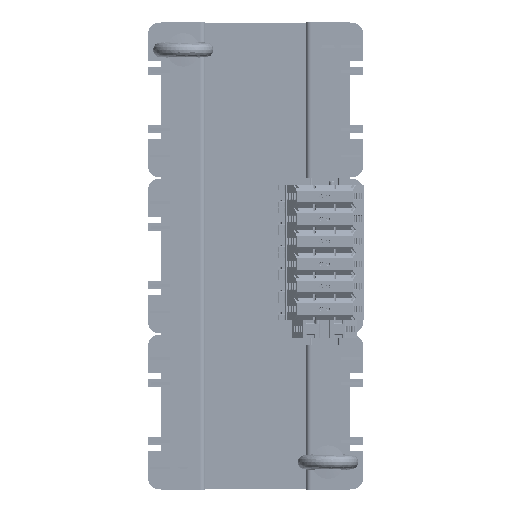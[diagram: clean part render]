
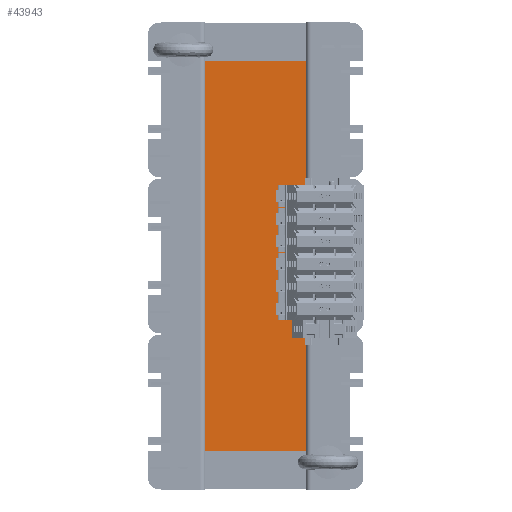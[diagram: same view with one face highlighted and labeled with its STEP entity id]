
A CAD part, left-side view. The second image highlights one B-rep face of the part: STEP entity #43943.
In plain terms, the highlighted planar face has unit normal (-1, 0, 0).
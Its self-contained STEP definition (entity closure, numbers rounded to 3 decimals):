
#4395=FACE_OUTER_BOUND('',#6900,.T.);
#6900=EDGE_LOOP('',(#29329,#29330,#29331,#29332));
#9551=LINE('',#64434,#14010);
#9559=LINE('',#64449,#14018);
#9560=LINE('',#64451,#14019);
#9561=LINE('',#64452,#14020);
#14010=VECTOR('',#51237,10.);
#14018=VECTOR('',#51249,10.);
#14019=VECTOR('',#51252,10.);
#14020=VECTOR('',#51253,10.);
#18467=VERTEX_POINT('',#64431);
#18468=VERTEX_POINT('',#64433);
#18472=VERTEX_POINT('',#64445);
#18473=VERTEX_POINT('',#64447);
#22706=EDGE_CURVE('',#18467,#18468,#9551,.T.);
#22714=EDGE_CURVE('',#18472,#18473,#9559,.T.);
#22715=EDGE_CURVE('',#18467,#18472,#9560,.T.);
#22716=EDGE_CURVE('',#18468,#18473,#9561,.T.);
#29329=ORIENTED_EDGE('',*,*,#22715,.T.);
#29330=ORIENTED_EDGE('',*,*,#22714,.T.);
#29331=ORIENTED_EDGE('',*,*,#22716,.F.);
#29332=ORIENTED_EDGE('',*,*,#22706,.F.);
#42468=PLANE('',#46811);
#43943=ADVANCED_FACE('',(#4395),#42468,.T.);
#46811=AXIS2_PLACEMENT_3D('',#64450,#51250,#51251);
#51237=DIRECTION('',(0.,1.,0.));
#51249=DIRECTION('',(0.,1.,0.));
#51250=DIRECTION('center_axis',(-1.,0.,0.));
#51251=DIRECTION('ref_axis',(0.,0.,1.));
#51252=DIRECTION('',(0.,0.,1.));
#51253=DIRECTION('',(0.,0.,1.));
#64431=CARTESIAN_POINT('',(-350.,0.,0.));
#64433=CARTESIAN_POINT('',(-350.,90.,0.));
#64434=CARTESIAN_POINT('',(-350.,0.,0.));
#64445=CARTESIAN_POINT('',(-350.,0.,350.));
#64447=CARTESIAN_POINT('',(-350.,90.,350.));
#64449=CARTESIAN_POINT('',(-350.,0.,350.));
#64450=CARTESIAN_POINT('Origin',(-350.,0.,0.));
#64451=CARTESIAN_POINT('',(-350.,0.,0.));
#64452=CARTESIAN_POINT('',(-350.,90.,0.));
